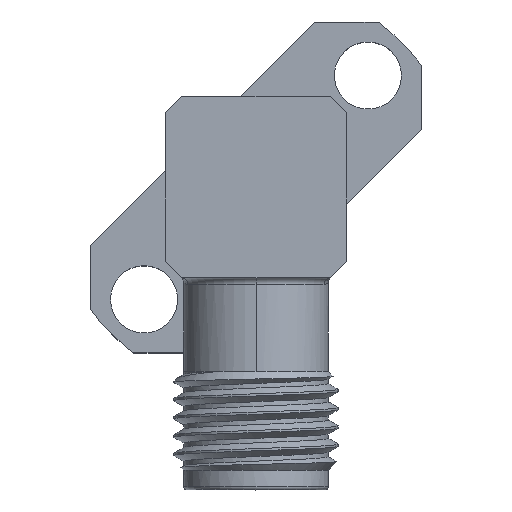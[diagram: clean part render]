
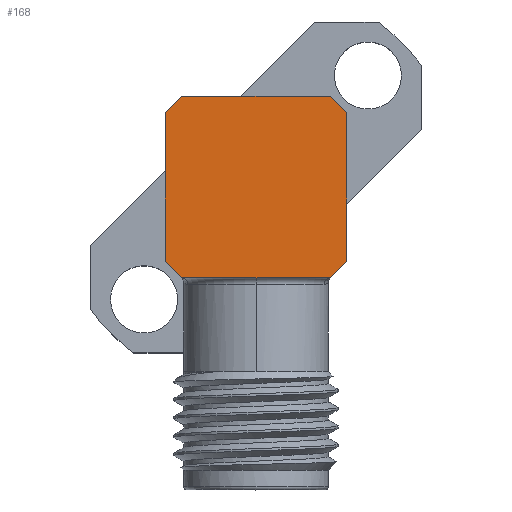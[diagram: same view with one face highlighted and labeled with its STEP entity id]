
A CAD part, top view. The second image highlights one B-rep face of the part: STEP entity #168.
In plain terms, the highlighted planar face has unit normal (0, 0, 1).
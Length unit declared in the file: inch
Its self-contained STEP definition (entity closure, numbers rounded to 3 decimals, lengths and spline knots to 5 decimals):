
#27 = CARTESIAN_POINT ( 'NONE',  ( -0.1128, -0.1378, 0.1378 ) ) ;
#51 = EDGE_LOOP ( 'NONE', ( #1250, #882, #1717, #3374, #1210, #4116, #403, #3164 ) ) ;
#168 = ADVANCED_FACE ( 'NONE', ( #3940 ), #1981, .F. ) ;
#344 = VERTEX_POINT ( 'NONE', #2800 ) ;
#403 = ORIENTED_EDGE ( 'NONE', *, *, #2522, .T. ) ;
#473 = LINE ( 'NONE', #2837, #3294 ) ;
#582 = EDGE_CURVE ( 'NONE', #344, #1429, #648, .T. ) ;
#614 = CARTESIAN_POINT ( 'NONE',  ( -0.1378, -0.1378, 0.1378 ) ) ;
#637 = CARTESIAN_POINT ( 'NONE',  ( -0.1378, 0.1128, 0.1378 ) ) ;
#648 = LINE ( 'NONE', #27, #1887 ) ;
#882 = ORIENTED_EDGE ( 'NONE', *, *, #582, .T. ) ;
#901 = VERTEX_POINT ( 'NONE', #637 ) ;
#929 = CARTESIAN_POINT ( 'NONE',  ( 0.1378, 0.1128, 0.1378 ) ) ;
#936 = LINE ( 'NONE', #3249, #2228 ) ;
#947 = DIRECTION ( 'NONE',  ( 0., 0., -1. ) ) ;
#1083 = LINE ( 'NONE', #2399, #2322 ) ;
#1160 = EDGE_CURVE ( 'NONE', #3070, #1188, #1553, .T. ) ;
#1187 = CARTESIAN_POINT ( 'NONE',  ( 0.1128, -0.1378, 0.1378 ) ) ;
#1188 = VERTEX_POINT ( 'NONE', #3284 ) ;
#1195 = CARTESIAN_POINT ( 'NONE',  ( 0.1128, 0.1378, 0.1378 ) ) ;
#1210 = ORIENTED_EDGE ( 'NONE', *, *, #2990, .T. ) ;
#1250 = ORIENTED_EDGE ( 'NONE', *, *, #1316, .T. ) ;
#1297 = CARTESIAN_POINT ( 'NONE',  ( -0.1128, 0.1378, 0.1378 ) ) ;
#1308 = VERTEX_POINT ( 'NONE', #4169 ) ;
#1316 = EDGE_CURVE ( 'NONE', #901, #344, #936, .T. ) ;
#1429 = VERTEX_POINT ( 'NONE', #2987 ) ;
#1553 = LINE ( 'NONE', #2876, #2915 ) ;
#1573 = DIRECTION ( 'NONE',  ( 0.707, 0.707, 0. ) ) ;
#1717 = ORIENTED_EDGE ( 'NONE', *, *, #1775, .T. ) ;
#1775 = EDGE_CURVE ( 'NONE', #1429, #3070, #4127, .T. ) ;
#1887 = VECTOR ( 'NONE', #3325, 39.37008 ) ;
#1981 = PLANE ( 'NONE',  #3076 ) ;
#2100 = LINE ( 'NONE', #3822, #3007 ) ;
#2164 = LINE ( 'NONE', #1195, #3573 ) ;
#2228 = VECTOR ( 'NONE', #3934, 39.37008 ) ;
#2322 = VECTOR ( 'NONE', #4080, 39.37008 ) ;
#2399 = CARTESIAN_POINT ( 'NONE',  ( -0.1378, 0.1128, 0.1378 ) ) ;
#2522 = EDGE_CURVE ( 'NONE', #1308, #4270, #2100, .T. ) ;
#2541 = EDGE_CURVE ( 'NONE', #2607, #1308, #2164, .T. ) ;
#2607 = VERTEX_POINT ( 'NONE', #929 ) ;
#2788 = VECTOR ( 'NONE', #4271, 39.37008 ) ;
#2800 = CARTESIAN_POINT ( 'NONE',  ( -0.1378, -0.1128, 0.1378 ) ) ;
#2837 = CARTESIAN_POINT ( 'NONE',  ( 0.1378, -0.1378, 0.1378 ) ) ;
#2876 = CARTESIAN_POINT ( 'NONE',  ( 0.1378, -0.1128, 0.1378 ) ) ;
#2915 = VECTOR ( 'NONE', #1573, 39.37008 ) ;
#2987 = CARTESIAN_POINT ( 'NONE',  ( -0.1128, -0.1378, 0.1378 ) ) ;
#2990 = EDGE_CURVE ( 'NONE', #1188, #2607, #473, .T. ) ;
#2999 = DIRECTION ( 'NONE',  ( -1., 0., 0. ) ) ;
#3007 = VECTOR ( 'NONE', #3438, 39.37008 ) ;
#3070 = VERTEX_POINT ( 'NONE', #1187 ) ;
#3076 = AXIS2_PLACEMENT_3D ( 'NONE', #3961, #947, #2999 ) ;
#3112 = DIRECTION ( 'NONE',  ( -0.707, 0.707, 0. ) ) ;
#3164 = ORIENTED_EDGE ( 'NONE', *, *, #4079, .T. ) ;
#3249 = CARTESIAN_POINT ( 'NONE',  ( -0.1378, -0.1378, 0.1378 ) ) ;
#3284 = CARTESIAN_POINT ( 'NONE',  ( 0.1378, -0.1128, 0.1378 ) ) ;
#3294 = VECTOR ( 'NONE', #3745, 39.37008 ) ;
#3325 = DIRECTION ( 'NONE',  ( 0.707, -0.707, 0. ) ) ;
#3374 = ORIENTED_EDGE ( 'NONE', *, *, #1160, .T. ) ;
#3438 = DIRECTION ( 'NONE',  ( -1., 0., 0. ) ) ;
#3573 = VECTOR ( 'NONE', #3112, 39.37008 ) ;
#3745 = DIRECTION ( 'NONE',  ( 0., 1., 0. ) ) ;
#3822 = CARTESIAN_POINT ( 'NONE',  ( -0.1378, 0.1378, 0.1378 ) ) ;
#3934 = DIRECTION ( 'NONE',  ( 0., -1., 0. ) ) ;
#3940 = FACE_OUTER_BOUND ( 'NONE', #51, .T. ) ;
#3961 = CARTESIAN_POINT ( 'NONE',  ( 0., 0., 0.1378 ) ) ;
#4079 = EDGE_CURVE ( 'NONE', #4270, #901, #1083, .T. ) ;
#4080 = DIRECTION ( 'NONE',  ( -0.707, -0.707, 0. ) ) ;
#4116 = ORIENTED_EDGE ( 'NONE', *, *, #2541, .T. ) ;
#4127 = LINE ( 'NONE', #614, #2788 ) ;
#4169 = CARTESIAN_POINT ( 'NONE',  ( 0.1128, 0.1378, 0.1378 ) ) ;
#4270 = VERTEX_POINT ( 'NONE', #1297 ) ;
#4271 = DIRECTION ( 'NONE',  ( 1., 0., 0. ) ) ;
